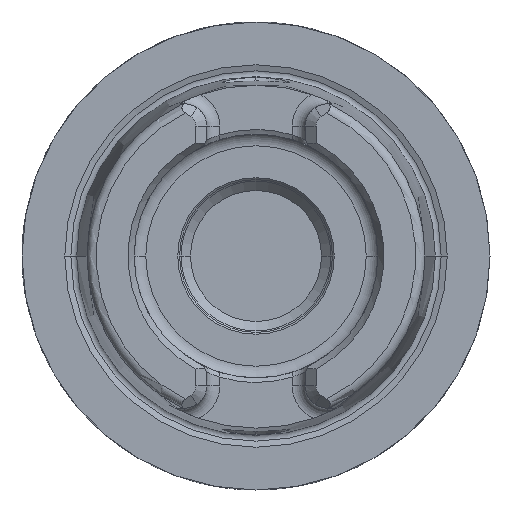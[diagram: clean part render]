
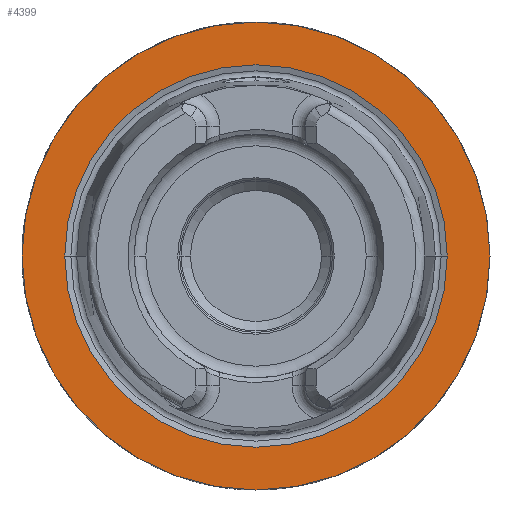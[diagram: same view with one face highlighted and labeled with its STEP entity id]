
A CAD part, left-side view. The second image highlights one B-rep face of the part: STEP entity #4399.
In plain terms, the highlighted planar face has unit normal (-1, 0, 0).
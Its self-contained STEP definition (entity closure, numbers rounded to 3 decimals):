
#867=CARTESIAN_POINT('',(0.,0.,0.));
#868=DIRECTION('',(1.,0.,0.));
#869=DIRECTION('',(0.,1.,0.));
#870=AXIS2_PLACEMENT_3D('',#867,#868,#869);
#872=CARTESIAN_POINT('',(0.,0.,0.));
#873=DIRECTION('',(-1.,0.,0.));
#874=DIRECTION('',(0.,1.,0.));
#875=AXIS2_PLACEMENT_3D('',#872,#873,#874);
#877=CARTESIAN_POINT('',(0.,0.,0.));
#878=DIRECTION('',(-1.,0.,0.));
#879=DIRECTION('',(0.,-1.,0.));
#880=AXIS2_PLACEMENT_3D('',#877,#878,#879);
#882=CARTESIAN_POINT('',(0.,0.,0.));
#883=DIRECTION('',(-1.,0.,0.));
#884=DIRECTION('',(0.,1.,0.));
#885=AXIS2_PLACEMENT_3D('',#882,#883,#884);
#2945=CARTESIAN_POINT('',(0.,-20.425,0.));
#2946=VERTEX_POINT('',#2945);
#2947=CARTESIAN_POINT('',(0.,20.425,0.));
#2948=VERTEX_POINT('',#2947);
#3287=CARTESIAN_POINT('',(0.,25.,0.));
#3288=CARTESIAN_POINT('',(0.,-25.,0.));
#3289=VERTEX_POINT('',#3287);
#3290=VERTEX_POINT('',#3288);
#4384=CARTESIAN_POINT('',(0.,0.,0.));
#4385=DIRECTION('',(1.,0.,0.));
#4386=DIRECTION('',(0.,-1.,0.));
#4387=AXIS2_PLACEMENT_3D('',#4384,#4385,#4386);
#4388=PLANE('',#4387);
#4390=ORIENTED_EDGE('',*,*,#4389,.T.);
#4392=ORIENTED_EDGE('',*,*,#4391,.F.);
#4393=EDGE_LOOP('',(#4390,#4392));
#4394=FACE_OUTER_BOUND('',#4393,.F.);
#4395=ORIENTED_EDGE('',*,*,#4379,.T.);
#4396=ORIENTED_EDGE('',*,*,#4363,.T.);
#4397=EDGE_LOOP('',(#4395,#4396));
#4398=FACE_BOUND('',#4397,.F.);
#4399=ADVANCED_FACE('',(#4394,#4398),#4388,.F.);
#871=CIRCLE('',#870,25.);
#876=CIRCLE('',#875,25.);
#881=CIRCLE('',#880,20.425);
#886=CIRCLE('',#885,20.425);
#4363=EDGE_CURVE('',#2948,#2946,#886,.T.);
#4379=EDGE_CURVE('',#2946,#2948,#881,.T.);
#4389=EDGE_CURVE('',#3289,#3290,#871,.T.);
#4391=EDGE_CURVE('',#3289,#3290,#876,.T.);
